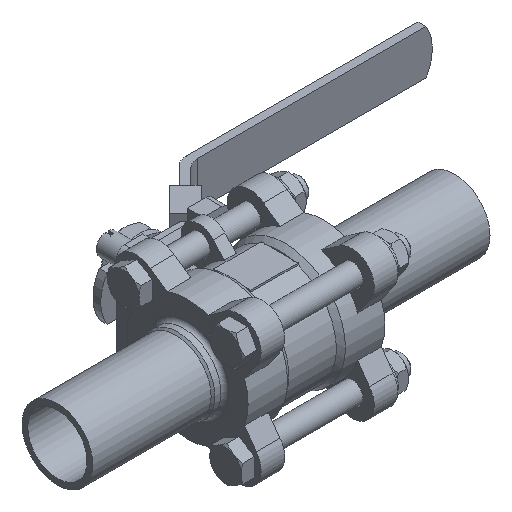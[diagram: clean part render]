
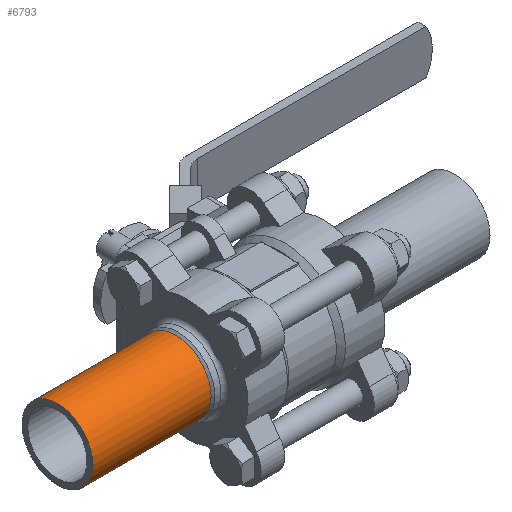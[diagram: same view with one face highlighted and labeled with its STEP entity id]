
A CAD part, isometric view. The second image highlights one B-rep face of the part: STEP entity #6793.
In plain terms, the highlighted cylindrical face has radius 13.45 mm (diameter 26.9 mm), a full revolution.
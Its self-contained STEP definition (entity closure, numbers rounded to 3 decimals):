
#461=CYLINDRICAL_SURFACE('',#7388,13.45);
#644=CIRCLE('',#7371,13.45);
#651=CIRCLE('',#7387,13.45);
#1897=ORIENTED_EDGE('',*,*,#3366,.F.);
#1898=ORIENTED_EDGE('',*,*,#3359,.T.);
#3359=EDGE_CURVE('',#4175,#4175,#644,.T.);
#3366=EDGE_CURVE('',#4182,#4182,#651,.T.);
#4175=VERTEX_POINT('',#11747);
#4182=VERTEX_POINT('',#11770);
#5566=EDGE_LOOP('',(#1897));
#5567=EDGE_LOOP('',(#1898));
#6095=FACE_BOUND('',#5566,.T.);
#6096=FACE_BOUND('',#5567,.T.);
#6793=ADVANCED_FACE('',(#6095,#6096),#461,.T.);
#7371=AXIS2_PLACEMENT_3D('',#11746,#8742,#8743);
#7387=AXIS2_PLACEMENT_3D('',#11769,#8774,#8775);
#7388=AXIS2_PLACEMENT_3D('',#11771,#8776,#8777);
#8742=DIRECTION('',(1.,0.,0.));
#8743=DIRECTION('',(0.,0.,-1.));
#8774=DIRECTION('',(1.,0.,0.));
#8775=DIRECTION('',(0.,0.,-1.));
#8776=DIRECTION('',(1.,0.,0.));
#8777=DIRECTION('',(0.,0.,-1.));
#11746=CARTESIAN_POINT('',(-75.5,0.,0.));
#11747=CARTESIAN_POINT('',(-75.5,0.,-13.45));
#11769=CARTESIAN_POINT('',(-30.5,0.,0.));
#11770=CARTESIAN_POINT('',(-30.5,0.,-13.45));
#11771=CARTESIAN_POINT('',(-13.65,0.,0.));
